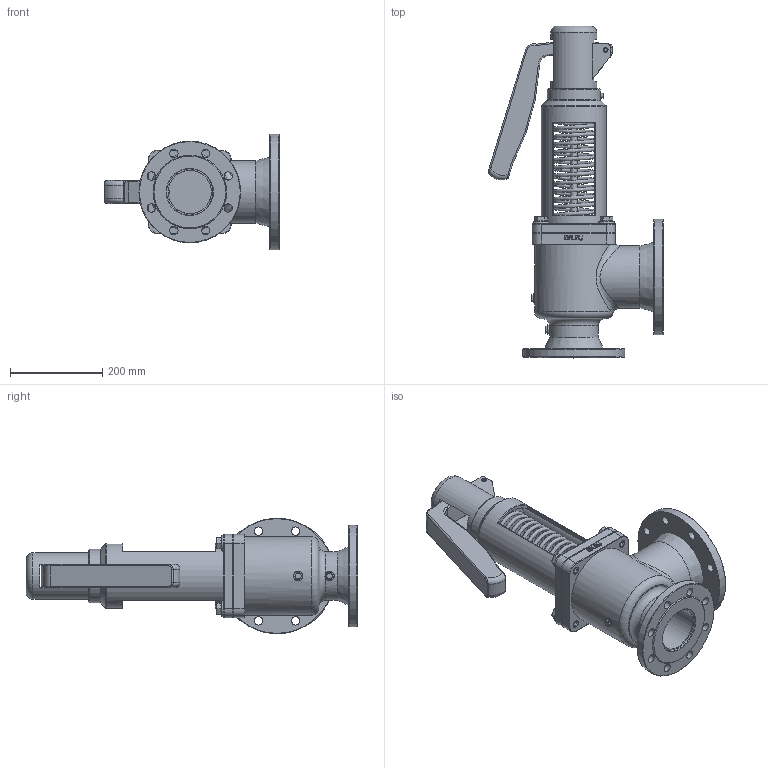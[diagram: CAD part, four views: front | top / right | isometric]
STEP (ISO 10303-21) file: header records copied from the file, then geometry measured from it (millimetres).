
FILE_DESCRIPTION(/* description */ (''),/* implementation_level */ '2;1');
FILE_NAME(/* name */ 'DN100_3D_STEP.stp',/* time_stamp */ '2023-12-21T12:01:13+03:00',/* author */ ('igorr'),/* organization */ (''),/* preprocessor_version */ 'ST-DEVELOPER v19.2',/* originating_system */ 'Autodesk Inventor 2023',/* authorisation */ '');
FILE_SCHEMA (('AUTOMOTIVE_DESIGN { 1 0 10303 214 3 1 1 }'));
Length unit declared in the file: millimetre
Products named in the file (9): Сборка; Деталь1; Деталь3; Деталь4; Деталь5; Деталь2; AS 1110 - M8 x 12; AS 1421 - M16 x 60 засверленный 
конец; DIN 6923 - M16
Assembly tree (15 placements, depth 2):
  Сборка
    Деталь1
    Деталь3
    Деталь4
    Деталь5
    Деталь2
    AS 1110 - M8 x 12  x2
    AS 1421 - M16 x 60 засверленный 
конец  x4
    DIN 6923 - M16  x4
Bounding box: 380.56 x 718 x 250 mm (x, y, z)
Volume: 7464361.1 mm3; surface area: 1186926 mm2
Topology: 16 solids, 16 shells, 528 faces, 1241 edges, 780 vertices
Faces by surface type: plane 242, cylinder 128, cone 79, torus 47, bspline 32
Full cylindrical faces by diameter (mm): 7 x2, 8 x2, 10 x6, 10.192 x1, 13 x2, 13.835 x4, 15 x2, 16 x12, 18 x16, 20 x2, 30 x1, 70 x1, 80 x3, 85 x1, 86 x2, 93.712 x1, 100 x3, 105 x1, 110 x1, 115 x1, 120 x1, 125 x2, 130 x1, 135 x1, 140 x2, 150 x1, 220 x1, 250 x1
Entity records: 17720 total; most frequent: CARTESIAN_POINT 7885, DIRECTION 1918, ORIENTED_EDGE 1844, EDGE_CURVE 922, AXIS2_PLACEMENT_3D 756, VERTEX_POINT 588, EDGE_LOOP 498, LINE 406
